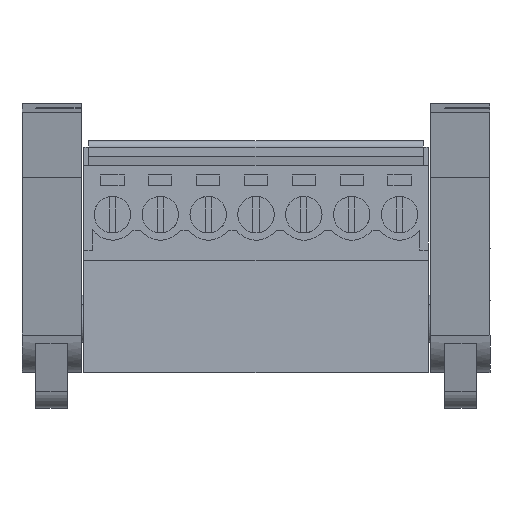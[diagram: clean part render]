
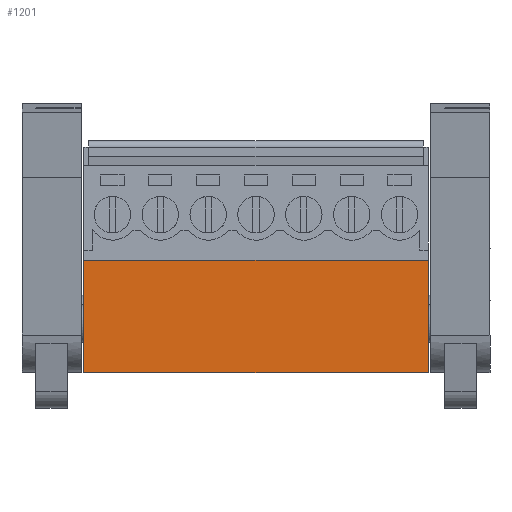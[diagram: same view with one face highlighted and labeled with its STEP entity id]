
A CAD part, front view. The second image highlights one B-rep face of the part: STEP entity #1201.
In plain terms, the highlighted planar face has unit normal (0, -1, 0).
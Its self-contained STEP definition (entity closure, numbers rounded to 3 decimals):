
#1181=AXIS2_PLACEMENT_3D('Plane Axis2P3D',#1178,#1179,#1180) ;
#63=CARTESIAN_POINT('Vertex',(4.9,5.036,2.846)) ;
#66=CARTESIAN_POINT('Line Origine',(4.9,5.036,7.321)) ;
#70=CARTESIAN_POINT('Vertex',(4.9,5.036,11.796)) ;
#365=CARTESIAN_POINT('Vertex',(32.36,5.036,2.846)) ;
#368=CARTESIAN_POINT('Line Origine',(18.63,5.036,2.846)) ;
#1178=CARTESIAN_POINT('Axis2P3D Location',(32.36,5.036,11.796)) ;
#1183=CARTESIAN_POINT('Line Origine',(32.36,5.036,7.321)) ;
#1187=CARTESIAN_POINT('Vertex',(32.36,5.036,11.796)) ;
#1190=CARTESIAN_POINT('Line Origine',(18.63,5.036,11.796)) ;
#67=DIRECTION('Vector Direction',(0.,0.,-1.)) ;
#369=DIRECTION('Vector Direction',(-1.,0.,0.)) ;
#1179=DIRECTION('Axis2P3D Direction',(0.,1.,0.)) ;
#1180=DIRECTION('Axis2P3D XDirection',(0.,0.,-1.)) ;
#1184=DIRECTION('Vector Direction',(0.,0.,-1.)) ;
#1191=DIRECTION('Vector Direction',(-1.,0.,0.)) ;
#68=VECTOR('Line Direction',#67,1.) ;
#370=VECTOR('Line Direction',#369,1.) ;
#1185=VECTOR('Line Direction',#1184,1.) ;
#1192=VECTOR('Line Direction',#1191,1.) ;
#1196=ORIENTED_EDGE('',*,*,#372,.F.) ;
#1197=ORIENTED_EDGE('',*,*,#1189,.F.) ;
#1198=ORIENTED_EDGE('',*,*,#1194,.T.) ;
#1199=ORIENTED_EDGE('',*,*,#72,.T.) ;
#1201=ADVANCED_FACE('HOUSING',(#1200),#1182,.F.) ;
#72=EDGE_CURVE('',#71,#64,#69,.T.) ;
#372=EDGE_CURVE('',#366,#64,#371,.T.) ;
#1189=EDGE_CURVE('',#1188,#366,#1186,.T.) ;
#1194=EDGE_CURVE('',#1188,#71,#1193,.T.) ;
#1195=EDGE_LOOP('',(#1196,#1197,#1198,#1199)) ;
#1200=FACE_OUTER_BOUND('',#1195,.T.) ;
#69=LINE('Line',#66,#68) ;
#371=LINE('Line',#368,#370) ;
#1186=LINE('Line',#1183,#1185) ;
#1193=LINE('Line',#1190,#1192) ;
#1182=PLANE('',#1181) ;
#64=VERTEX_POINT('',#63) ;
#71=VERTEX_POINT('',#70) ;
#366=VERTEX_POINT('',#365) ;
#1188=VERTEX_POINT('',#1187) ;
